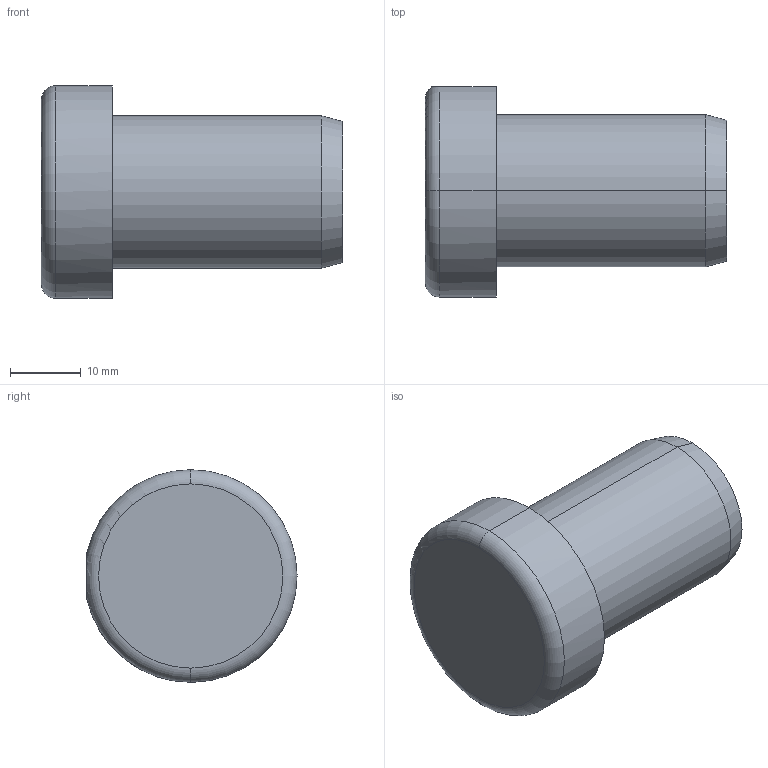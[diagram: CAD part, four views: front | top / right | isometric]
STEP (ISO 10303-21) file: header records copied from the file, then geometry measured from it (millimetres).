
FILE_DESCRIPTION (( 'STEP AP214' ), '1' );
FILE_NAME ('4684.STEP', '2020-04-09T14:59:16', ( '.' ), ( '.' ), 'SwSTEP 2.0', 'SolidWorks 2001039', '' );
FILE_SCHEMA (( 'AUTOMOTIVE_DESIGN' ));
Length unit declared in the file: millimetre
Products named in the file (1): 2
Bounding box: 42.5 x 29.64 x 30 mm (x, y, z)
Volume: 8713.5 mm3; surface area: 6655.2 mm2
Topology: 1 solids, 1 shells, 19 faces, 40 edges, 25 vertices
Faces by surface type: cylinder 8, plane 5, torus 4, cone 2
Entity records: 691 total; most frequent: CARTESIAN_POINT 182, DIRECTION 98, ORIENTED_EDGE 80, AXIS2_PLACEMENT_3D 43, EDGE_CURVE 40, VERTEX_POINT 25, EDGE_LOOP 23, CIRCLE 23
